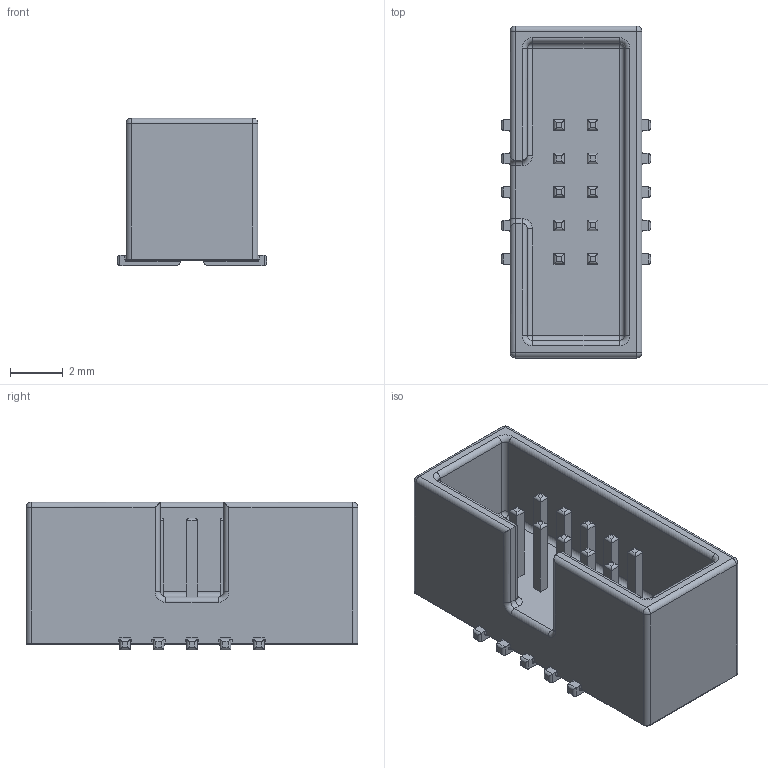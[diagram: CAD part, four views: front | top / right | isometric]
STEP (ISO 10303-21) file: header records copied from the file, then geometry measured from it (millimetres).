
FILE_DESCRIPTION (( 'STEP AP214' ), '1' );
FILE_NAME ('IDC2x05_SMD.STEP', '2021-09-24T08:35:09', ( '' ), ( '' ), 'SwSTEP 2.0', 'SolidWorks 2020', '' );
FILE_SCHEMA (( 'AUTOMOTIVE_DESIGN' ));
Length unit declared in the file: millimetre
Products named in the file (1): IDC2x05_SMD
Bounding box: 5.67 x 12.6 x 5.6 mm (x, y, z)
Volume: 190.3 mm3; surface area: 477.5 mm2
Topology: 1 solids, 1 shells, 378 faces, 934 edges, 560 vertices
Faces by surface type: cylinder 184, plane 154, torus 32, sphere 8
Entity records: 12990 total; most frequent: CARTESIAN_POINT 2237, ORIENTED_EDGE 1852, DIRECTION 1752, EDGE_CURVE 926, LINE 610, VECTOR 610, AXIS2_PLACEMENT_3D 571, VERTEX_POINT 560
